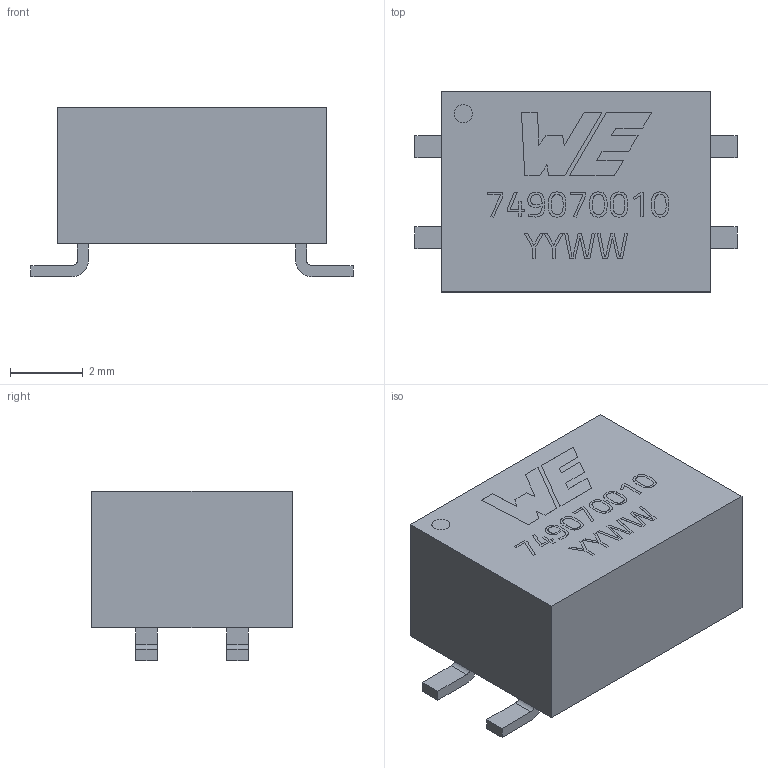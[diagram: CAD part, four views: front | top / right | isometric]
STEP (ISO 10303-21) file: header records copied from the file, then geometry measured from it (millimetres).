
FILE_DESCRIPTION(/* description */ ('Unknown'),/* implementation_level */ '2;1');
FILE_NAME(/* name */ '749070010',/* time_stamp */ '2024-09-19T15:33:21+02:00',/* author */ ('Unknown'),/* organization */ ('Unknown'),/* preprocessor_version */ 'ST-DEVELOPER v19.4',/* originating_system */ 'Solid Edge',/* authorisation */ 'Unknown');
FILE_SCHEMA (('AUTOMOTIVE_DESIGN {1 0 10303 214 3 1 1}'));
Length unit declared in the file: millimetre
Products named in the file (1): 749070010
Bounding box: 8.85 x 5.5 x 4.65 mm (x, y, z)
Volume: 154.1 mm3; surface area: 192.9 mm2
Topology: 1 solids, 1 shells, 189 faces, 486 edges, 324 vertices
Faces by surface type: plane 167, bspline 13, cylinder 9
Full cylindrical faces by diameter (mm): 0.5 x1
Entity records: 7405 total; most frequent: CARTESIAN_POINT 1894, ORIENTED_EDGE 954, DIRECTION 649, EDGE_CURVE 477, VERTEX_POINT 324, LINE 259, VECTOR 259, EDGE_LOOP 223
